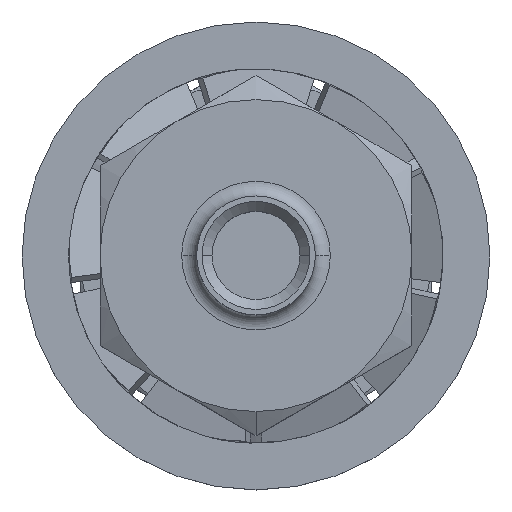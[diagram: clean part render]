
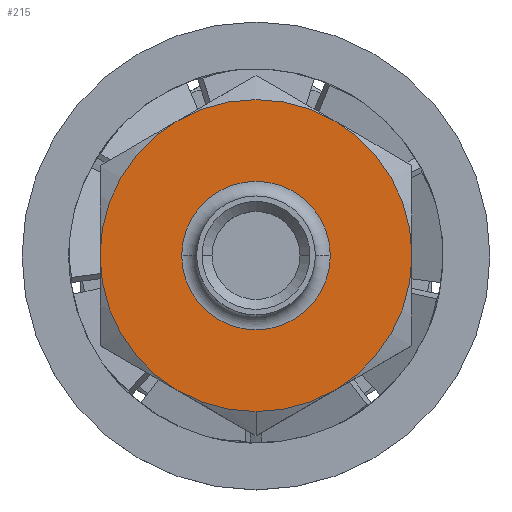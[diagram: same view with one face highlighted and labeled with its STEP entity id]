
A CAD part, top view. The second image highlights one B-rep face of the part: STEP entity #215.
In plain terms, the highlighted planar face has unit normal (0, 0, 1).
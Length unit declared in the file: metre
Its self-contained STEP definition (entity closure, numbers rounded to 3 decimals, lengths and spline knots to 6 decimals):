
#10 = DIRECTION ( 'NONE',  ( -1., 0., 0. ) ) ;
#53 = ORIENTED_EDGE ( 'NONE', *, *, #2668, .F. ) ;
#92 = DIRECTION ( 'NONE',  ( 0., 0., -1. ) ) ;
#94 = DIRECTION ( 'NONE',  ( 0., 0., -1. ) ) ;
#158 = CARTESIAN_POINT ( 'NONE',  ( -0.001905, 0., 0. ) ) ;
#159 = DIRECTION ( 'NONE',  ( 0., 0., -1. ) ) ;
#175 = AXIS2_PLACEMENT_3D ( 'NONE', #2961, #2885, #10 ) ;
#215 = ADVANCED_FACE ( 'NONE', ( #3811, #5386 ), #2979, .F. ) ;
#219 = CARTESIAN_POINT ( 'NONE',  ( 0.002, 0.003464, 0. ) ) ;
#424 = CARTESIAN_POINT ( 'NONE',  ( 0., 0., 0. ) ) ;
#464 = CARTESIAN_POINT ( 'NONE',  ( 0.001905, 0., 0. ) ) ;
#533 = CARTESIAN_POINT ( 'NONE',  ( 0., 0., 0. ) ) ;
#618 = ORIENTED_EDGE ( 'NONE', *, *, #1974, .F. ) ;
#840 = VERTEX_POINT ( 'NONE', #158 ) ;
#864 = DIRECTION ( 'NONE',  ( -1., 0., 0. ) ) ;
#897 = ORIENTED_EDGE ( 'NONE', *, *, #3365, .T. ) ;
#962 = CIRCLE ( 'NONE', #3058, 0.004 ) ;
#1120 = DIRECTION ( 'NONE',  ( 0., 0., -1. ) ) ;
#1152 = VERTEX_POINT ( 'NONE', #3886 ) ;
#1164 = ORIENTED_EDGE ( 'NONE', *, *, #1367, .F. ) ;
#1191 = VERTEX_POINT ( 'NONE', #464 ) ;
#1289 = EDGE_LOOP ( 'NONE', ( #4809, #2368, #53, #1164, #618, #3399, #3332 ) ) ;
#1301 = CIRCLE ( 'NONE', #1895, 0.004 ) ;
#1329 = VERTEX_POINT ( 'NONE', #3090 ) ;
#1367 = EDGE_CURVE ( 'NONE', #5370, #1329, #962, .T. ) ;
#1398 = VERTEX_POINT ( 'NONE', #4678 ) ;
#1493 = DIRECTION ( 'NONE',  ( -1., 0., 0. ) ) ;
#1632 = DIRECTION ( 'NONE',  ( -1., 0., 0. ) ) ;
#1693 = DIRECTION ( 'NONE',  ( 0., 0., -1. ) ) ;
#1743 = CARTESIAN_POINT ( 'NONE',  ( 0., 0., 0. ) ) ;
#1785 = DIRECTION ( 'NONE',  ( 0., 0., -1. ) ) ;
#1802 = AXIS2_PLACEMENT_3D ( 'NONE', #533, #1120, #4042 ) ;
#1893 = VERTEX_POINT ( 'NONE', #4252 ) ;
#1895 = AXIS2_PLACEMENT_3D ( 'NONE', #2833, #94, #3010 ) ;
#1902 = DIRECTION ( 'NONE',  ( 0., 0., -1. ) ) ;
#1912 = EDGE_CURVE ( 'NONE', #1398, #2559, #1301, .T. ) ;
#1974 = EDGE_CURVE ( 'NONE', #1152, #5370, #4369, .T. ) ;
#2161 = EDGE_CURVE ( 'NONE', #4574, #1152, #3703, .T. ) ;
#2194 = DIRECTION ( 'NONE',  ( 0., 0., -1. ) ) ;
#2270 = CIRCLE ( 'NONE', #3588, 0.004 ) ;
#2368 = ORIENTED_EDGE ( 'NONE', *, *, #1912, .F. ) ;
#2559 = VERTEX_POINT ( 'NONE', #4547 ) ;
#2574 = EDGE_LOOP ( 'NONE', ( #897, #4498 ) ) ;
#2626 = CARTESIAN_POINT ( 'NONE',  ( 0., 0., 0. ) ) ;
#2668 = EDGE_CURVE ( 'NONE', #1329, #1398, #5522, .T. ) ;
#2833 = CARTESIAN_POINT ( 'NONE',  ( 0., 0., 0. ) ) ;
#2885 = DIRECTION ( 'NONE',  ( 0., 0., -1. ) ) ;
#2961 = CARTESIAN_POINT ( 'NONE',  ( 0., 0.003962, 0. ) ) ;
#2979 = PLANE ( 'NONE',  #175 ) ;
#3010 = DIRECTION ( 'NONE',  ( 0., -1., 0. ) ) ;
#3043 = DIRECTION ( 'NONE',  ( -1., 0., 0. ) ) ;
#3058 = AXIS2_PLACEMENT_3D ( 'NONE', #3345, #159, #1493 ) ;
#3090 = CARTESIAN_POINT ( 'NONE',  ( 0., -0.004, 0. ) ) ;
#3187 = EDGE_CURVE ( 'NONE', #1893, #4574, #4889, .T. ) ;
#3304 = AXIS2_PLACEMENT_3D ( 'NONE', #1743, #1693, #1632 ) ;
#3332 = ORIENTED_EDGE ( 'NONE', *, *, #3187, .F. ) ;
#3345 = CARTESIAN_POINT ( 'NONE',  ( 0., 0., 0. ) ) ;
#3361 = DIRECTION ( 'NONE',  ( 0., 0., -1. ) ) ;
#3365 = EDGE_CURVE ( 'NONE', #840, #1191, #4913, .T. ) ;
#3399 = ORIENTED_EDGE ( 'NONE', *, *, #2161, .F. ) ;
#3588 = AXIS2_PLACEMENT_3D ( 'NONE', #2626, #92, #3043 ) ;
#3702 = EDGE_CURVE ( 'NONE', #2559, #1893, #2270, .T. ) ;
#3703 = CIRCLE ( 'NONE', #1802, 0.004 ) ;
#3811 = FACE_BOUND ( 'NONE', #2574, .T. ) ;
#3886 = CARTESIAN_POINT ( 'NONE',  ( 0.004, 0., 0. ) ) ;
#4042 = DIRECTION ( 'NONE',  ( -1., 0., 0. ) ) ;
#4103 = AXIS2_PLACEMENT_3D ( 'NONE', #4464, #1902, #4932 ) ;
#4190 = CIRCLE ( 'NONE', #4303, 0.001905 ) ;
#4252 = CARTESIAN_POINT ( 'NONE',  ( -0.002, 0.003464, 0. ) ) ;
#4303 = AXIS2_PLACEMENT_3D ( 'NONE', #4315, #1785, #4772 ) ;
#4315 = CARTESIAN_POINT ( 'NONE',  ( 0., 0., 0. ) ) ;
#4334 = CARTESIAN_POINT ( 'NONE',  ( 0.002, -0.003464, 0. ) ) ;
#4369 = CIRCLE ( 'NONE', #3304, 0.004 ) ;
#4433 = AXIS2_PLACEMENT_3D ( 'NONE', #424, #3361, #864 ) ;
#4464 = CARTESIAN_POINT ( 'NONE',  ( 0., 0., 0. ) ) ;
#4498 = ORIENTED_EDGE ( 'NONE', *, *, #5339, .T. ) ;
#4547 = CARTESIAN_POINT ( 'NONE',  ( -0.004, 0., 0. ) ) ;
#4574 = VERTEX_POINT ( 'NONE', #219 ) ;
#4678 = CARTESIAN_POINT ( 'NONE',  ( -0.002, -0.003464, 0. ) ) ;
#4772 = DIRECTION ( 'NONE',  ( -1., 0., 0. ) ) ;
#4778 = CARTESIAN_POINT ( 'NONE',  ( 0., 0., 0. ) ) ;
#4809 = ORIENTED_EDGE ( 'NONE', *, *, #3702, .F. ) ;
#4889 = CIRCLE ( 'NONE', #5466, 0.004 ) ;
#4913 = CIRCLE ( 'NONE', #4103, 0.001905 ) ;
#4932 = DIRECTION ( 'NONE',  ( -1., 0., 0. ) ) ;
#5269 = DIRECTION ( 'NONE',  ( -1., 0., 0. ) ) ;
#5339 = EDGE_CURVE ( 'NONE', #1191, #840, #4190, .T. ) ;
#5370 = VERTEX_POINT ( 'NONE', #4334 ) ;
#5386 = FACE_OUTER_BOUND ( 'NONE', #1289, .T. ) ;
#5466 = AXIS2_PLACEMENT_3D ( 'NONE', #4778, #2194, #5269 ) ;
#5522 = CIRCLE ( 'NONE', #4433, 0.004 ) ;
